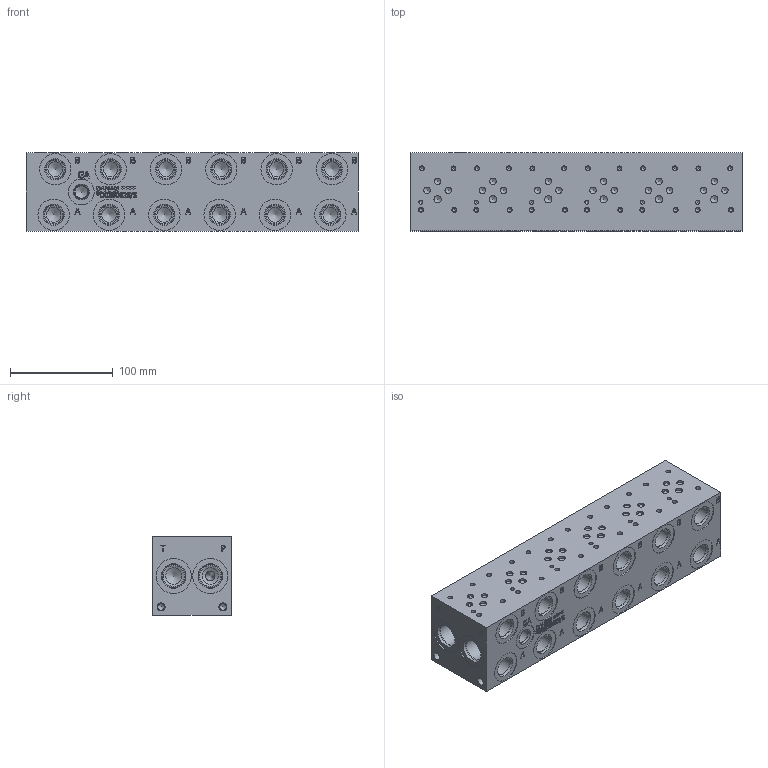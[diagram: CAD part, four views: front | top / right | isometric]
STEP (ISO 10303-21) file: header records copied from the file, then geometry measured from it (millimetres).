
FILE_DESCRIPTION(/* description */ (''),/* implementation_level */ '2;1');
FILE_NAME(/* name */ '_D03S062S_S.stp',/* time_stamp */ '2020-05-18T09:36:05-04:00',/* author */ ('alexanderw'),/* organization */ (''),/* preprocessor_version */ 'ST-DEVELOPER v17',/* originating_system */ 'Autodesk Inventor 2019',/* authorisation */ '');
FILE_SCHEMA (('AUTOMOTIVE_DESIGN { 1 0 10303 214 3 1 1 }'));
Length unit declared in the file: millimetre
Products named in the file (1): Part_AD03S062S~S_3D
Bounding box: 323.85 x 76.2 x 76.2 mm (x, y, z)
Volume: 1732070.4 mm3; surface area: 147868.2 mm2
Topology: 1 solids, 1 shells, 1055 faces, 2885 edges, 1963 vertices
Faces by surface type: plane 492, bspline 251, cylinder 180, cone 132
Full cylindrical faces by diameter (mm): 3.785 x24, 3.962 x6, 4.826 x24, 6.35 x18, 6.528 x4, 7.137 x6, 7.925 x4, 12.294 x1, 12.9 x1, 13.487 x1, 14.275 x1, 14.3 x12, 14.529 x1, 15.875 x4, 17.45 x1, 17.501 x12, 18.542 x1, 19.05 x12, 19.253 x12, 19.99 x1, 20.447 x4, 20.625 x1, 21.819 x1, 22.225 x3, 22.23 x1, 22.555 x4, 23.901 x3, 25.019 x1, 30.632 x12, 34.138 x4
Entity records: 35308 total; most frequent: CARTESIAN_POINT 9091, ORIENTED_EDGE 5618, DIRECTION 4584, EDGE_CURVE 2809, VERTEX_POINT 1963, LINE 1640, VECTOR 1640, AXIS2_PLACEMENT_3D 1472
